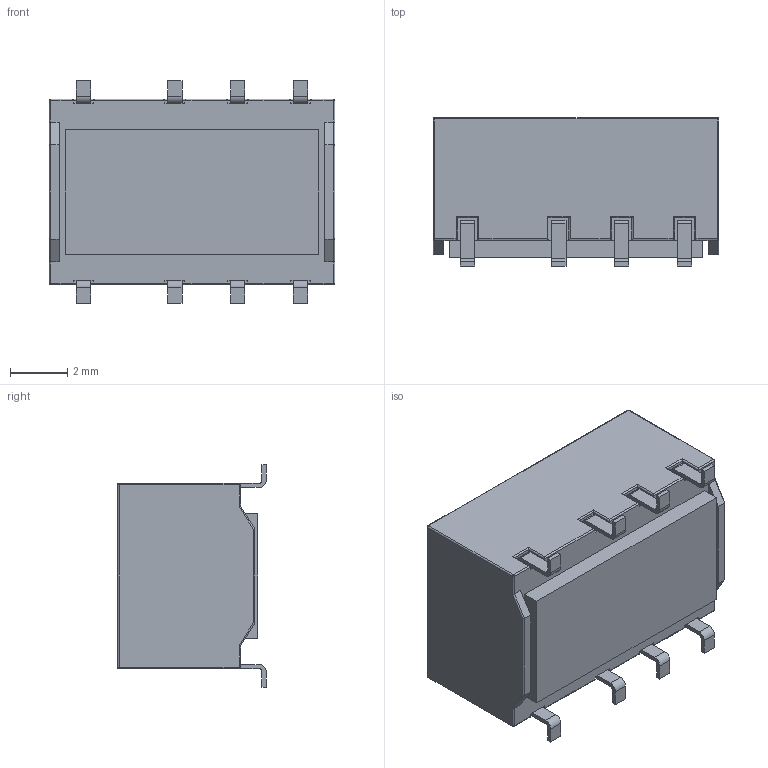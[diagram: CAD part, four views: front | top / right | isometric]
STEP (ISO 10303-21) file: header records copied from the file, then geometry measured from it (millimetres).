
FILE_DESCRIPTION(/* description */ ('STEP AP242','CAx-IF Rec.Pracs.---Representation and Presentation of Product Manufacturing Information (PMI)---4.0---2014-10-13','CAx-IF Rec.Pracs.---3D Tessellated Geometry---0.4---2014-09-14','2;1'),/* implementation_level */ '2;1');
FILE_NAME(/* name */ '641287003fb17b4c3dec5a0b',/* time_stamp */ '2023-03-16T03:03:29+00:00',/* author */ (''),/* organization */ (''),/* preprocessor_version */ 'ST-DEVELOPER v18.102',/* originating_system */ ' ',/* authorisation */ ' ');
FILE_SCHEMA (('AP242_MANAGED_MODEL_BASED_3D_ENGINEERING_MIM_LF { 1 0 10303 442 1 1 4 }'));
Length unit declared in the file: metre
Products named in the file (1): G6K_2F_Y
Bounding box: 10 x 5.2 x 7.8 mm (x, y, z)
Volume: 304.2 mm3; surface area: 315.1 mm2
Topology: 1 solids, 1 shells, 223 faces, 574 edges, 345 vertices
Faces by surface type: plane 121, cylinder 87, sphere 11, torus 4
Entity records: 7209 total; most frequent: DIRECTION 1144, CARTESIAN_POINT 1125, ORIENTED_EDGE 1118, EDGE_CURVE 559, LINE 422, VECTOR 422, AXIS2_PLACEMENT_3D 361, VERTEX_POINT 342
